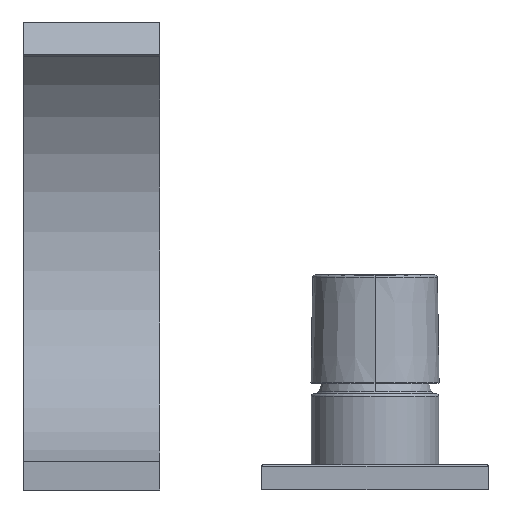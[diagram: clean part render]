
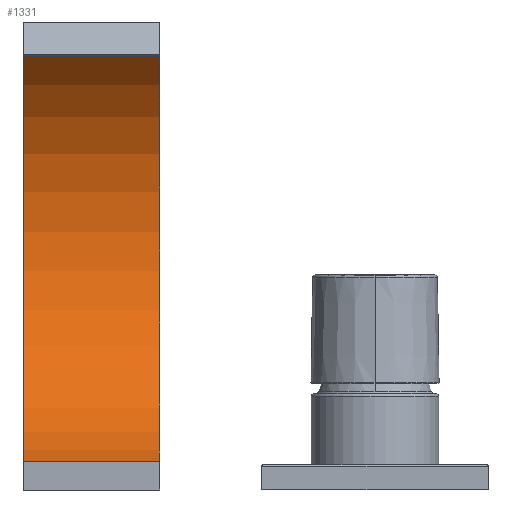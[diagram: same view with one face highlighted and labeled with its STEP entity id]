
A CAD part, front view. The second image highlights one B-rep face of the part: STEP entity #1331.
In plain terms, the highlighted cylindrical face has radius 82.651 mm (diameter 165.301 mm), a partial arc.
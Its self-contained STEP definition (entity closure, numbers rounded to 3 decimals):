
#53 = DIRECTION ( 'NONE',  ( 0., 0., 1. ) ) ;
#89 = AXIS2_PLACEMENT_3D ( 'NONE', #330, #2341, #963 ) ;
#327 = CARTESIAN_POINT ( 'NONE',  ( 24., -40., 10. ) ) ;
#330 = CARTESIAN_POINT ( 'NONE',  ( -24., -57.651, 90.744 ) ) ;
#526 = VERTEX_POINT ( 'NONE', #327 ) ;
#861 = VECTOR ( 'NONE', #2343, 1000. ) ;
#942 = CARTESIAN_POINT ( 'NONE',  ( 24., -57.651, 90.744 ) ) ;
#963 = DIRECTION ( 'NONE',  ( 0., 0., 1. ) ) ;
#999 = LINE ( 'NONE', #2375, #861 ) ;
#1022 = CARTESIAN_POINT ( 'NONE',  ( 24., -57.651, 90.744 ) ) ;
#1042 = CARTESIAN_POINT ( 'NONE',  ( -24., -3.427, 153.121 ) ) ;
#1157 = ORIENTED_EDGE ( 'NONE', *, *, #2062, .T. ) ;
#1160 = AXIS2_PLACEMENT_3D ( 'NONE', #942, #1268, #3517 ) ;
#1181 = CARTESIAN_POINT ( 'NONE',  ( 24., -40., 10. ) ) ;
#1268 = DIRECTION ( 'NONE',  ( -1., 0., 0. ) ) ;
#1272 = CIRCLE ( 'NONE', #2934, 82.651 ) ;
#1331 = ADVANCED_FACE ( 'NONE', ( #3072 ), #3562, .F. ) ;
#1566 = LINE ( 'NONE', #1181, #2156 ) ;
#1667 = CARTESIAN_POINT ( 'NONE',  ( -24., -40., 10. ) ) ;
#2045 = VERTEX_POINT ( 'NONE', #2389 ) ;
#2062 = EDGE_CURVE ( 'NONE', #2045, #3613, #999, .T. ) ;
#2156 = VECTOR ( 'NONE', #3421, 1000. ) ;
#2158 = ORIENTED_EDGE ( 'NONE', *, *, #3033, .F. ) ;
#2341 = DIRECTION ( 'NONE',  ( -1., 0., 0. ) ) ;
#2343 = DIRECTION ( 'NONE',  ( -1., 0., 0. ) ) ;
#2375 = CARTESIAN_POINT ( 'NONE',  ( 24., -3.427, 153.121 ) ) ;
#2389 = CARTESIAN_POINT ( 'NONE',  ( 24., -3.427, 153.121 ) ) ;
#2419 = CIRCLE ( 'NONE', #89, 82.651 ) ;
#2485 = VERTEX_POINT ( 'NONE', #1667 ) ;
#2658 = ORIENTED_EDGE ( 'NONE', *, *, #3235, .T. ) ;
#2669 = EDGE_LOOP ( 'NONE', ( #2658, #2158, #2926, #1157 ) ) ;
#2926 = ORIENTED_EDGE ( 'NONE', *, *, #3284, .F. ) ;
#2934 = AXIS2_PLACEMENT_3D ( 'NONE', #1022, #2951, #53 ) ;
#2951 = DIRECTION ( 'NONE',  ( -1., 0., 0. ) ) ;
#3033 = EDGE_CURVE ( 'NONE', #526, #2485, #1566, .T. ) ;
#3072 = FACE_OUTER_BOUND ( 'NONE', #2669, .T. ) ;
#3235 = EDGE_CURVE ( 'NONE', #3613, #2485, #2419, .T. ) ;
#3284 = EDGE_CURVE ( 'NONE', #2045, #526, #1272, .T. ) ;
#3421 = DIRECTION ( 'NONE',  ( -1., 0., 0. ) ) ;
#3517 = DIRECTION ( 'NONE',  ( 0., 0., 1. ) ) ;
#3562 = CYLINDRICAL_SURFACE ( 'NONE', #1160, 82.651 ) ;
#3613 = VERTEX_POINT ( 'NONE', #1042 ) ;
